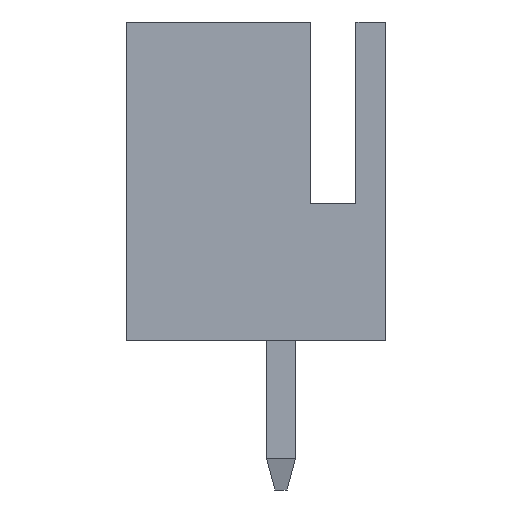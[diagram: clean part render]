
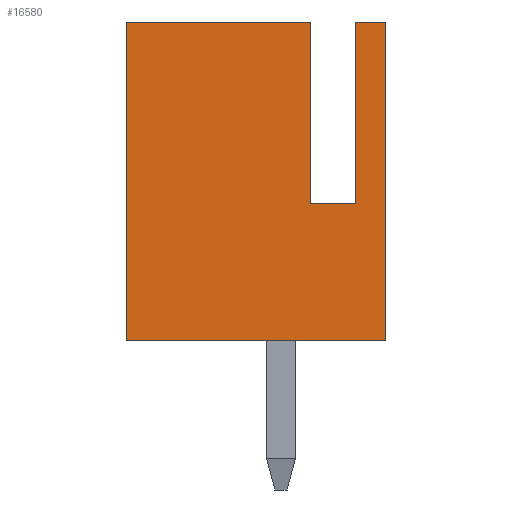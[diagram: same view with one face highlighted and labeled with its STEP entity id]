
A CAD part, left-side view. The second image highlights one B-rep face of the part: STEP entity #16580.
In plain terms, the highlighted planar face has unit normal (-1, 0, 0).
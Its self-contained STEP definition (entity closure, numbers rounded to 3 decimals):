
#189 = CARTESIAN_POINT ( 'NONE',  ( -22.55, 1.65, 3. ) ) ;
#305 = CARTESIAN_POINT ( 'NONE',  ( -22.55, 5.7, 7. ) ) ;
#1074 = DIRECTION ( 'NONE',  ( 0., 0., -1. ) ) ;
#1424 = VERTEX_POINT ( 'NONE', #11314 ) ;
#1506 = DIRECTION ( 'NONE',  ( 0., 0., -1. ) ) ;
#1708 = VECTOR ( 'NONE', #15336, 1000. ) ;
#2305 = CARTESIAN_POINT ( 'NONE',  ( -22.55, 0., 0. ) ) ;
#2311 = LINE ( 'NONE', #18441, #7355 ) ;
#2400 = VECTOR ( 'NONE', #15397, 1000. ) ;
#2449 = DIRECTION ( 'NONE',  ( 0., 1., 0. ) ) ;
#2712 = DIRECTION ( 'NONE',  ( 1., 0., 0. ) ) ;
#2840 = EDGE_CURVE ( 'NONE', #1424, #9740, #11333, .T. ) ;
#3276 = CARTESIAN_POINT ( 'NONE',  ( -22.55, 5.7, 7. ) ) ;
#3444 = ORIENTED_EDGE ( 'NONE', *, *, #17121, .T. ) ;
#3899 = LINE ( 'NONE', #9770, #4006 ) ;
#4006 = VECTOR ( 'NONE', #2449, 1000. ) ;
#4143 = EDGE_CURVE ( 'NONE', #9740, #12096, #16585, .T. ) ;
#4427 = DIRECTION ( 'NONE',  ( 0., 0., -1. ) ) ;
#4463 = DIRECTION ( 'NONE',  ( 0., 0., -1. ) ) ;
#5098 = ORIENTED_EDGE ( 'NONE', *, *, #16374, .T. ) ;
#5303 = DIRECTION ( 'NONE',  ( 0., -1., 0. ) ) ;
#6190 = CARTESIAN_POINT ( 'NONE',  ( -22.55, 5.7, 7. ) ) ;
#6373 = PLANE ( 'NONE',  #14472 ) ;
#6506 = VERTEX_POINT ( 'NONE', #7868 ) ;
#6975 = EDGE_CURVE ( 'NONE', #6999, #16141, #13356, .T. ) ;
#6999 = VERTEX_POINT ( 'NONE', #6190 ) ;
#7265 = DIRECTION ( 'NONE',  ( 0., -1., 0. ) ) ;
#7355 = VECTOR ( 'NONE', #5303, 1000. ) ;
#7868 = CARTESIAN_POINT ( 'NONE',  ( -22.55, 1.65, 7. ) ) ;
#8288 = VERTEX_POINT ( 'NONE', #189 ) ;
#8414 = EDGE_CURVE ( 'NONE', #12096, #9327, #16265, .T. ) ;
#8957 = VECTOR ( 'NONE', #1506, 1000. ) ;
#9327 = VERTEX_POINT ( 'NONE', #2305 ) ;
#9389 = ORIENTED_EDGE ( 'NONE', *, *, #2840, .F. ) ;
#9740 = VERTEX_POINT ( 'NONE', #11400 ) ;
#9770 = CARTESIAN_POINT ( 'NONE',  ( -22.55, 5.7, 3. ) ) ;
#9787 = CARTESIAN_POINT ( 'NONE',  ( -22.55, 0.65, 7. ) ) ;
#9791 = ORIENTED_EDGE ( 'NONE', *, *, #6975, .T. ) ;
#10151 = CARTESIAN_POINT ( 'NONE',  ( -22.55, 5.7, 0. ) ) ;
#11185 = ORIENTED_EDGE ( 'NONE', *, *, #13451, .F. ) ;
#11314 = CARTESIAN_POINT ( 'NONE',  ( -22.55, 0.65, 3. ) ) ;
#11333 = LINE ( 'NONE', #9787, #2400 ) ;
#11400 = CARTESIAN_POINT ( 'NONE',  ( -22.55, 0.65, 7. ) ) ;
#11719 = CARTESIAN_POINT ( 'NONE',  ( -22.55, 0., 7. ) ) ;
#12015 = CARTESIAN_POINT ( 'NONE',  ( -22.55, 1.65, 7. ) ) ;
#12026 = VECTOR ( 'NONE', #4427, 1000. ) ;
#12096 = VERTEX_POINT ( 'NONE', #15048 ) ;
#12759 = CARTESIAN_POINT ( 'NONE',  ( -22.55, 5.7, 7. ) ) ;
#13199 = ORIENTED_EDGE ( 'NONE', *, *, #17783, .F. ) ;
#13356 = LINE ( 'NONE', #305, #16437 ) ;
#13451 = EDGE_CURVE ( 'NONE', #6999, #6506, #2311, .T. ) ;
#14216 = FACE_OUTER_BOUND ( 'NONE', #15159, .T. ) ;
#14472 = AXIS2_PLACEMENT_3D ( 'NONE', #12759, #2712, #1074 ) ;
#14531 = LINE ( 'NONE', #10151, #14923 ) ;
#14923 = VECTOR ( 'NONE', #7265, 1000. ) ;
#15045 = LINE ( 'NONE', #12015, #12026 ) ;
#15048 = CARTESIAN_POINT ( 'NONE',  ( -22.55, 0., 7. ) ) ;
#15159 = EDGE_LOOP ( 'NONE', ( #9389, #3444, #13199, #11185, #9791, #5098, #16122, #18685 ) ) ;
#15336 = DIRECTION ( 'NONE',  ( 0., -1., 0. ) ) ;
#15397 = DIRECTION ( 'NONE',  ( 0., 0., 1. ) ) ;
#16122 = ORIENTED_EDGE ( 'NONE', *, *, #8414, .F. ) ;
#16141 = VERTEX_POINT ( 'NONE', #19096 ) ;
#16265 = LINE ( 'NONE', #11719, #8957 ) ;
#16374 = EDGE_CURVE ( 'NONE', #16141, #9327, #14531, .T. ) ;
#16437 = VECTOR ( 'NONE', #4463, 1000. ) ;
#16580 = ADVANCED_FACE ( 'NONE', ( #14216 ), #6373, .F. ) ;
#16585 = LINE ( 'NONE', #3276, #1708 ) ;
#17121 = EDGE_CURVE ( 'NONE', #1424, #8288, #3899, .T. ) ;
#17783 = EDGE_CURVE ( 'NONE', #6506, #8288, #15045, .T. ) ;
#18441 = CARTESIAN_POINT ( 'NONE',  ( -22.55, 5.7, 7. ) ) ;
#18685 = ORIENTED_EDGE ( 'NONE', *, *, #4143, .F. ) ;
#19096 = CARTESIAN_POINT ( 'NONE',  ( -22.55, 5.7, 0. ) ) ;
